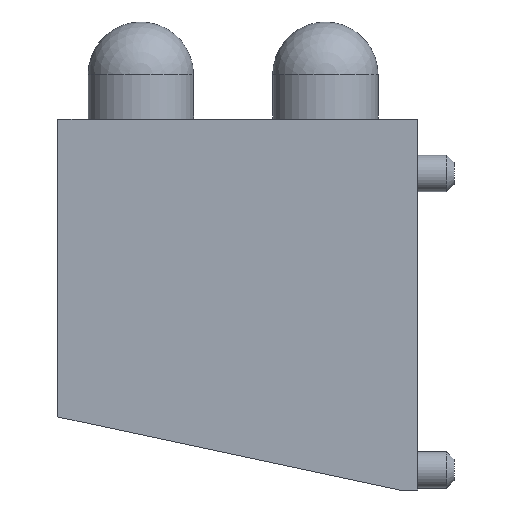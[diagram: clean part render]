
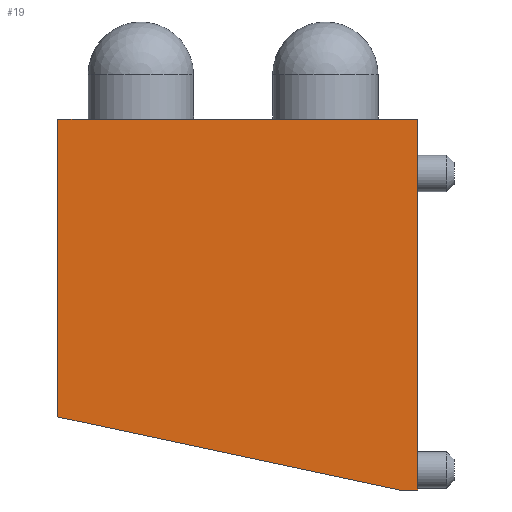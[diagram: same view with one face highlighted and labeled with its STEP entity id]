
A CAD part, left-side view. The second image highlights one B-rep face of the part: STEP entity #19.
In plain terms, the highlighted planar face has unit normal (-1, 0, 0).
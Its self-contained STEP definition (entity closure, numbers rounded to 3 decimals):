
#1 = ORIENTED_EDGE ( 'NONE', *, *, #1027, .F. ) ;
#14 = EDGE_LOOP ( 'NONE', ( #1, #3959, #3791, #3778, #3777 ) ) ;
#19 = ADVANCED_FACE ( 'NONE', ( #4073 ), #4107, .F. ) ;
#31 = EDGE_CURVE ( 'NONE', #1022, #4023, #4133, .T. ) ;
#1014 = EDGE_CURVE ( 'NONE', #1016, #3865, #6708, .T. ) ;
#1015 = EDGE_CURVE ( 'NONE', #3948, #3865, #6704, .T. ) ;
#1016 = VERTEX_POINT ( 'NONE', #6700 ) ;
#1022 = VERTEX_POINT ( 'NONE', #6728 ) ;
#1027 = EDGE_CURVE ( 'NONE', #1022, #1016, #6727, .T. ) ;
#3777 = ORIENTED_EDGE ( 'NONE', *, *, #1014, .F. ) ;
#3778 = ORIENTED_EDGE ( 'NONE', *, *, #1015, .T. ) ;
#3791 = ORIENTED_EDGE ( 'NONE', *, *, #4024, .F. ) ;
#3865 = VERTEX_POINT ( 'NONE', #20060 ) ;
#3948 = VERTEX_POINT ( 'NONE', #20299 ) ;
#3959 = ORIENTED_EDGE ( 'NONE', *, *, #31, .T. ) ;
#4023 = VERTEX_POINT ( 'NONE', #20516 ) ;
#4024 = EDGE_CURVE ( 'NONE', #3948, #4023, #20504, .T. ) ;
#4073 = FACE_OUTER_BOUND ( 'NONE', #14, .T. ) ;
#4102 = DIRECTION ( 'NONE',  ( 0., 0., -1. ) ) ;
#4103 = DIRECTION ( 'NONE',  ( 1., 0., 0. ) ) ;
#4104 = CARTESIAN_POINT ( 'NONE',  ( -2.15, -0.275, -15.104 ) ) ;
#4105 = AXIS2_PLACEMENT_3D ( 'NONE', #4104, #4103, #4102 ) ;
#4107 = PLANE ( 'NONE',  #4105 ) ;
#4130 = DIRECTION ( 'NONE',  ( 0., 0., 1. ) ) ;
#4131 = VECTOR ( 'NONE', #4130, 1000. ) ;
#4132 = CARTESIAN_POINT ( 'NONE',  ( -2.15, -4.95, -15.104 ) ) ;
#4133 = LINE ( 'NONE', #4132, #4131 ) ;
#6700 = CARTESIAN_POINT ( 'NONE',  ( -2.15, -4.45, -6.11 ) ) ;
#6701 = DIRECTION ( 'NONE',  ( 0., 0., -1. ) ) ;
#6702 = VECTOR ( 'NONE', #6701, 1000. ) ;
#6703 = CARTESIAN_POINT ( 'NONE',  ( -2.15, 4.95, -15.104 ) ) ;
#6704 = LINE ( 'NONE', #6703, #6702 ) ;
#6705 = DIRECTION ( 'NONE',  ( 0., 0.978, 0.209 ) ) ;
#6706 = VECTOR ( 'NONE', #6705, 1000. ) ;
#6707 = CARTESIAN_POINT ( 'NONE',  ( -2.15, -2.296, -5.65 ) ) ;
#6708 = LINE ( 'NONE', #6707, #6706 ) ;
#6724 = DIRECTION ( 'NONE',  ( 0., 1., 0. ) ) ;
#6725 = VECTOR ( 'NONE', #6724, 1000. ) ;
#6726 = CARTESIAN_POINT ( 'NONE',  ( -2.15, -0.275, -6.11 ) ) ;
#6727 = LINE ( 'NONE', #6726, #6725 ) ;
#6728 = CARTESIAN_POINT ( 'NONE',  ( -2.15, -4.95, -6.11 ) ) ;
#20060 = CARTESIAN_POINT ( 'NONE',  ( -2.15, 4.95, -4.1 ) ) ;
#20299 = CARTESIAN_POINT ( 'NONE',  ( -2.15, 4.95, 4.1 ) ) ;
#20501 = DIRECTION ( 'NONE',  ( 0., -1., 0. ) ) ;
#20502 = VECTOR ( 'NONE', #20501, 1000. ) ;
#20503 = CARTESIAN_POINT ( 'NONE',  ( -2.15, -0.275, 4.1 ) ) ;
#20504 = LINE ( 'NONE', #20503, #20502 ) ;
#20516 = CARTESIAN_POINT ( 'NONE',  ( -2.15, -4.95, 4.1 ) ) ;
